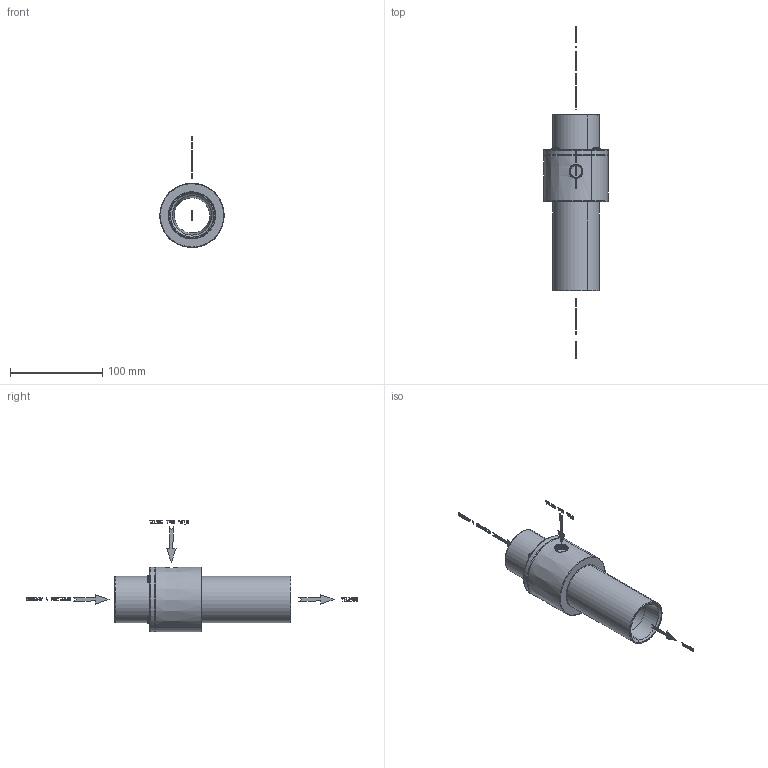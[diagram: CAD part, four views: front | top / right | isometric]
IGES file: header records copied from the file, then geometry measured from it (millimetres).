
Start section: START RECORD GO HERE.
Global section: file name: XSPC-38.igs; native system: DASSAULT SYSTEMES CATIA V5 R20 - www.3ds.com; preprocessor: CATIA Version 5 Release 20 ; author: DRAFTMAN; organization: KJNDESGN; date: 20150121.103240; units: millimetre
Bounding box: 69.5 x 358.99 x 120.12 mm (x, y, z)
Surface area: 63639.3 mm2 (no closed solid volume)
Topology: 0 solids, 0 shells, 1118 faces, 5890 edges, 5888 vertices
Faces by surface type: plane 1038, revolution 50, bspline 30
